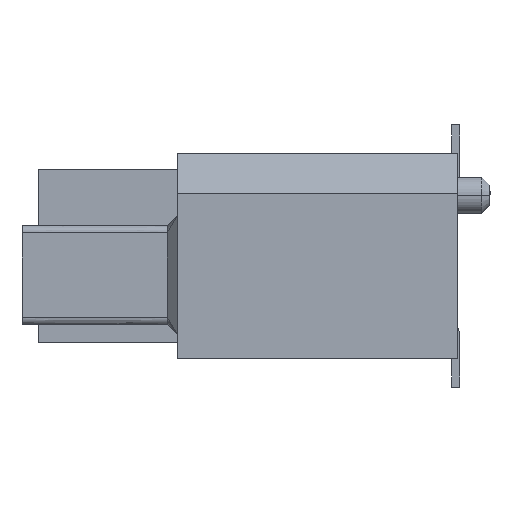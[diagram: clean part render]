
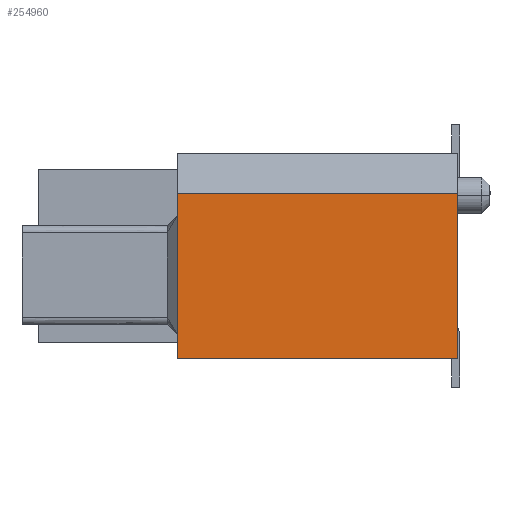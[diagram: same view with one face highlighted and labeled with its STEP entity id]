
A CAD part, left-side view. The second image highlights one B-rep face of the part: STEP entity #254960.
In plain terms, the highlighted planar face has unit normal (-1, 0, 0).
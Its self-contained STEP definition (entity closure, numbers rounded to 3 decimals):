
#12250=CARTESIAN_POINT('',(0.,4.9,1.55));
#12260=VERTEX_POINT('',#12250);
#12290=CARTESIAN_POINT('',(0.,4.9,0.));
#12300=DIRECTION('',(0.,0.,-1.));
#12310=VECTOR('',#12300,1.);
#12320=LINE('',#12290,#12310);
#12330=CARTESIAN_POINT('',(0.,4.9,-2.55));
#12340=VERTEX_POINT('',#12330);
#12350=EDGE_CURVE('',#12260,#12340,#12320,.T.);
#14680=CARTESIAN_POINT('',(0.,0.,-2.55));
#14690=DIRECTION('',(0.,1.,0.));
#14700=VECTOR('',#14690,1.);
#14710=LINE('',#14680,#14700);
#14720=CARTESIAN_POINT('',(0.,-2.05,-2.55));
#14730=VERTEX_POINT('',#14720);
#14740=EDGE_CURVE('',#14730,#12340,#14710,.T.);
#254430=CARTESIAN_POINT('',(0.,-2.05,1.55));
#254440=VERTEX_POINT('',#254430);
#254550=CARTESIAN_POINT('',(0.,-2.05,0.));
#254560=DIRECTION('',(0.,0.,-1.));
#254570=VECTOR('',#254560,1.);
#254580=LINE('',#254550,#254570);
#254590=EDGE_CURVE('',#254440,#14730,#254580,.T.);
#254800=CARTESIAN_POINT('',(0.,2.45,-1.775));
#254810=DIRECTION('',(-1.,0.,0.));
#254820=DIRECTION('',(0.,0.,1.));
#254830=AXIS2_PLACEMENT_3D('',#254800,#254810,#254820);
#254840=PLANE('',#254830);
#254850=CARTESIAN_POINT('',(0.,-2.05,1.55));
#254860=DIRECTION('',(0.,1.,0.));
#254870=VECTOR('',#254860,1.);
#254880=LINE('',#254850,#254870);
#254890=EDGE_CURVE('',#254440,#12260,#254880,.T.);
#254900=ORIENTED_EDGE('',*,*,#254890,.T.);
#254910=ORIENTED_EDGE('',*,*,#254590,.F.);
#254920=ORIENTED_EDGE('',*,*,#14740,.F.);
#254930=ORIENTED_EDGE('',*,*,#12350,.T.);
#254940=EDGE_LOOP('',(#254930,#254920,#254910,#254900));
#254950=FACE_OUTER_BOUND('',#254940,.T.);
#254960=ADVANCED_FACE('',(#254950),#254840,.T.);
